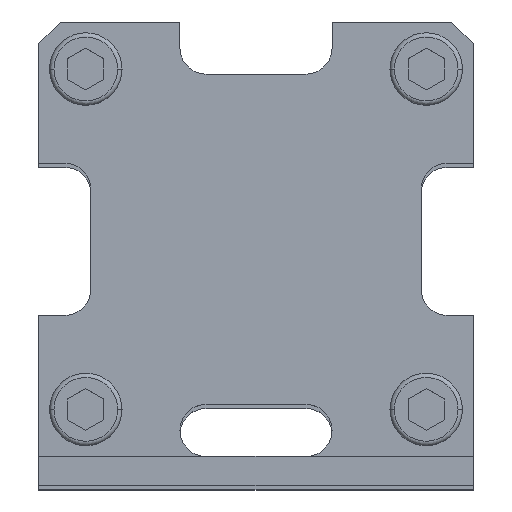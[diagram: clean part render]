
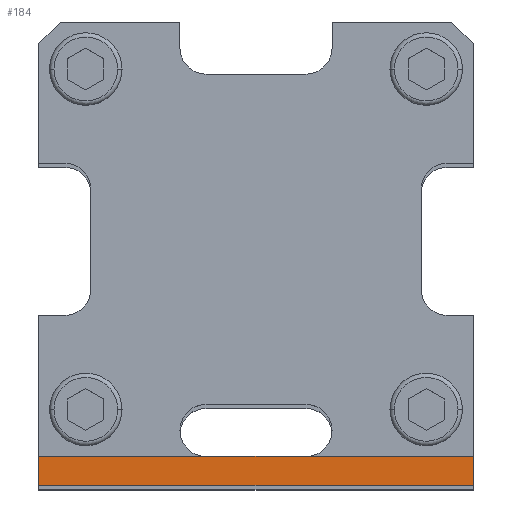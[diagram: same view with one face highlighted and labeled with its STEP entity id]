
A CAD part, top view. The second image highlights one B-rep face of the part: STEP entity #184.
In plain terms, the highlighted planar face has unit normal (0, 0, 1).
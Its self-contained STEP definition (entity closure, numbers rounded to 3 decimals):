
#184=ADVANCED_FACE('',(#510),#511,.T.);
#510=FACE_OUTER_BOUND('',#966,.T.);
#511=PLANE('',#967);
#966=EDGE_LOOP('',(#2023,#2024,#2025,#2026));
#967=AXIS2_PLACEMENT_3D('',#2027,#2028,#2029);
#2023=ORIENTED_EDGE('',*,*,#3158,.T.);
#2024=ORIENTED_EDGE('',*,*,#3179,.F.);
#2025=ORIENTED_EDGE('',*,*,#3177,.T.);
#2026=ORIENTED_EDGE('',*,*,#3180,.T.);
#2027=CARTESIAN_POINT('',(-15.0,-16.0,95.0));
#2028=DIRECTION('',(0.,0.0,1.0));
#2029=DIRECTION('',(0.0,-1.0,0.0));
#3158=EDGE_CURVE('',#3871,#3869,#3872,.T.);
#3177=EDGE_CURVE('',#3892,#3890,#3893,.T.);
#3179=EDGE_CURVE('',#3892,#3869,#3895,.T.);
#3180=EDGE_CURVE('',#3890,#3871,#3896,.T.);
#3869=VERTEX_POINT('',#4914);
#3871=VERTEX_POINT('',#4917);
#3872=LINE('',#4918,#4919);
#3890=VERTEX_POINT('',#4954);
#3892=VERTEX_POINT('',#4957);
#3893=LINE('',#4958,#4959);
#3895=LINE('',#4962,#4963);
#3896=LINE('',#4964,#4965);
#4914=CARTESIAN_POINT('',(15.0,-15.0,95.0));
#4917=CARTESIAN_POINT('',(15.0,-17.0,95.0));
#4918=CARTESIAN_POINT('',(15.0,-15.0,95.0));
#4919=VECTOR('',#6022,1.0);
#4954=CARTESIAN_POINT('',(-15.0,-17.0,95.0));
#4957=CARTESIAN_POINT('',(-15.0,-15.0,95.0));
#4958=CARTESIAN_POINT('',(-15.0,-15.0,95.0));
#4959=VECTOR('',#6041,1.0);
#4962=CARTESIAN_POINT('',(-15.0,-15.0,95.0));
#4963=VECTOR('',#6043,1.0);
#4964=CARTESIAN_POINT('',(-15.0,-17.0,95.0));
#4965=VECTOR('',#6044,1.0);
#6022=DIRECTION('',(0.0,1.0,0.0));
#6041=DIRECTION('',(0.0,-1.0,0.0));
#6043=DIRECTION('',(1.0,0.0,0.));
#6044=DIRECTION('',(1.0,0.0,0.));
